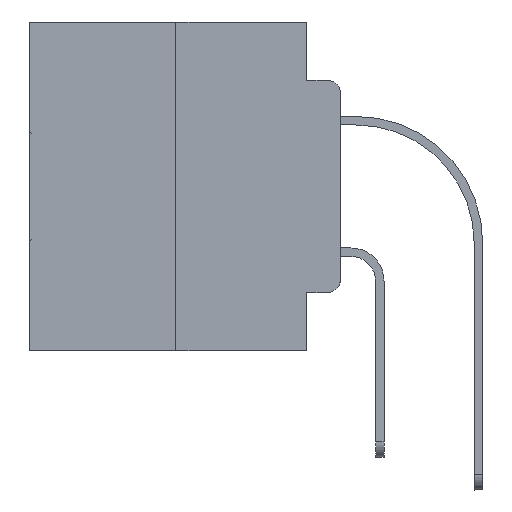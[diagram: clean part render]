
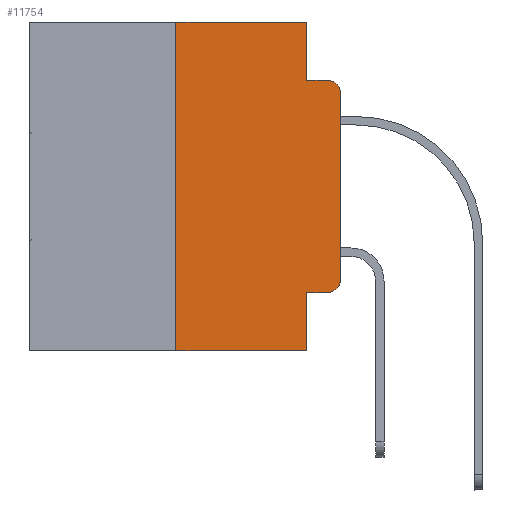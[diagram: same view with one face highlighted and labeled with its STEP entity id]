
A CAD part, left-side view. The second image highlights one B-rep face of the part: STEP entity #11754.
In plain terms, the highlighted planar face has unit normal (-1, 0, 0).
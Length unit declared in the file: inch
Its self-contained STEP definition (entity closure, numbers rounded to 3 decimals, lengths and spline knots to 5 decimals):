
#505 = CARTESIAN_POINT ( 'NONE',  ( 0., 0.02, -0.4115 ) ) ;
#613 = VECTOR ( 'NONE', #27683, 39.37008 ) ;
#833 = VERTEX_POINT ( 'NONE', #16080 ) ;
#890 = EDGE_CURVE ( 'NONE', #1506, #11187, #11676, .T. ) ;
#923 = CARTESIAN_POINT ( 'NONE',  ( 0., 0.473, -0.5 ) ) ;
#1468 = CARTESIAN_POINT ( 'NONE',  ( 0., 0.02, -0.0885 ) ) ;
#1506 = VERTEX_POINT ( 'NONE', #505 ) ;
#1527 = VERTEX_POINT ( 'NONE', #13434 ) ;
#1557 = ORIENTED_EDGE ( 'NONE', *, *, #28695, .T. ) ;
#1632 = CARTESIAN_POINT ( 'NONE',  ( 0., 0., -0.1085 ) ) ;
#2499 = EDGE_CURVE ( 'NONE', #29426, #833, #10819, .T. ) ;
#2904 = DIRECTION ( 'NONE',  ( 0., 0., 1. ) ) ;
#3074 = DIRECTION ( 'NONE',  ( 0., -1., 0. ) ) ;
#3410 = CARTESIAN_POINT ( 'NONE',  ( 0., 0.051, -0.4115 ) ) ;
#4119 = ORIENTED_EDGE ( 'NONE', *, *, #20335, .T. ) ;
#4456 = DIRECTION ( 'NONE',  ( 0., -1., 0. ) ) ;
#5481 = ORIENTED_EDGE ( 'NONE', *, *, #29136, .F. ) ;
#7228 = CARTESIAN_POINT ( 'NONE',  ( 0., 0.25, 0. ) ) ;
#8529 = CARTESIAN_POINT ( 'NONE',  ( 0., 0.473, 0. ) ) ;
#8612 = EDGE_LOOP ( 'NONE', ( #1557, #31867, #28060, #19237, #5481, #13834, #28196, #16574, #4119, #23561 ) ) ;
#8990 = AXIS2_PLACEMENT_3D ( 'NONE', #14219, #9647, #11682 ) ;
#9647 = DIRECTION ( 'NONE',  ( -1., 0., 0. ) ) ;
#10150 = CARTESIAN_POINT ( 'NONE',  ( 0., 0.051, -0.0885 ) ) ;
#10376 = VECTOR ( 'NONE', #2904, 39.37008 ) ;
#10819 = LINE ( 'NONE', #923, #16625 ) ;
#10893 = FACE_OUTER_BOUND ( 'NONE', #8612, .T. ) ;
#11187 = VERTEX_POINT ( 'NONE', #13462 ) ;
#11529 = AXIS2_PLACEMENT_3D ( 'NONE', #8529, #21634, #16606 ) ;
#11676 = CIRCLE ( 'NONE', #8990, 0.02 ) ;
#11682 = DIRECTION ( 'NONE',  ( 0., 0., -1. ) ) ;
#11754 = ADVANCED_FACE ( 'NONE', ( #10893 ), #16451, .F. ) ;
#12064 = AXIS2_PLACEMENT_3D ( 'NONE', #28357, #26012, #31213 ) ;
#12359 = VECTOR ( 'NONE', #19339, 39.37008 ) ;
#13434 = CARTESIAN_POINT ( 'NONE',  ( 0., 0.051, -0.0885 ) ) ;
#13462 = CARTESIAN_POINT ( 'NONE',  ( 0., 0., -0.3915 ) ) ;
#13834 = ORIENTED_EDGE ( 'NONE', *, *, #27198, .F. ) ;
#13994 = CARTESIAN_POINT ( 'NONE',  ( 0., 0.25, 0. ) ) ;
#14095 = VECTOR ( 'NONE', #30221, 39.37008 ) ;
#14219 = CARTESIAN_POINT ( 'NONE',  ( 0., 0.02, -0.3915 ) ) ;
#14296 = EDGE_CURVE ( 'NONE', #22185, #833, #19655, .T. ) ;
#15185 = CARTESIAN_POINT ( 'NONE',  ( 0., 0., 0. ) ) ;
#16080 = CARTESIAN_POINT ( 'NONE',  ( 0., 0.051, -0.5 ) ) ;
#16451 = PLANE ( 'NONE',  #11529 ) ;
#16574 = ORIENTED_EDGE ( 'NONE', *, *, #14296, .F. ) ;
#16606 = DIRECTION ( 'NONE',  ( 0., 0., -1. ) ) ;
#16625 = VECTOR ( 'NONE', #23727, 39.37008 ) ;
#17122 = CARTESIAN_POINT ( 'NONE',  ( 0., 0.051, 0. ) ) ;
#18252 = VERTEX_POINT ( 'NONE', #1632 ) ;
#19237 = ORIENTED_EDGE ( 'NONE', *, *, #22702, .F. ) ;
#19339 = DIRECTION ( 'NONE',  ( 0., 0., -1. ) ) ;
#19454 = EDGE_CURVE ( 'NONE', #18252, #23159, #26515, .T. ) ;
#19655 = LINE ( 'NONE', #29866, #12359 ) ;
#20006 = LINE ( 'NONE', #22674, #14095 ) ;
#20335 = EDGE_CURVE ( 'NONE', #22185, #1506, #31745, .T. ) ;
#21634 = DIRECTION ( 'NONE',  ( 1., 0., 0. ) ) ;
#21877 = CARTESIAN_POINT ( 'NONE',  ( 0., 0.051, -0.4115 ) ) ;
#22185 = VERTEX_POINT ( 'NONE', #21877 ) ;
#22674 = CARTESIAN_POINT ( 'NONE',  ( 0., 0.473, 0. ) ) ;
#22702 = EDGE_CURVE ( 'NONE', #31255, #1527, #27652, .T. ) ;
#22924 = VECTOR ( 'NONE', #27311, 39.37008 ) ;
#23159 = VERTEX_POINT ( 'NONE', #1468 ) ;
#23561 = ORIENTED_EDGE ( 'NONE', *, *, #890, .T. ) ;
#23727 = DIRECTION ( 'NONE',  ( 0., -1., 0. ) ) ;
#24337 = VECTOR ( 'NONE', #3074, 39.37008 ) ;
#24406 = LINE ( 'NONE', #7228, #613 ) ;
#25250 = LINE ( 'NONE', #10150, #31933 ) ;
#25604 = CARTESIAN_POINT ( 'NONE',  ( 0., 0.051, 0. ) ) ;
#26012 = DIRECTION ( 'NONE',  ( -1., 0., 0. ) ) ;
#26515 = CIRCLE ( 'NONE', #12064, 0.02 ) ;
#27198 = EDGE_CURVE ( 'NONE', #29426, #28811, #24406, .T. ) ;
#27311 = DIRECTION ( 'NONE',  ( 0., 0., -1. ) ) ;
#27652 = LINE ( 'NONE', #17122, #22924 ) ;
#27683 = DIRECTION ( 'NONE',  ( 0., 0., 1. ) ) ;
#28057 = LINE ( 'NONE', #15185, #10376 ) ;
#28060 = ORIENTED_EDGE ( 'NONE', *, *, #32926, .F. ) ;
#28196 = ORIENTED_EDGE ( 'NONE', *, *, #2499, .T. ) ;
#28357 = CARTESIAN_POINT ( 'NONE',  ( 0., 0.02, -0.1085 ) ) ;
#28695 = EDGE_CURVE ( 'NONE', #11187, #18252, #28057, .T. ) ;
#28811 = VERTEX_POINT ( 'NONE', #13994 ) ;
#29136 = EDGE_CURVE ( 'NONE', #28811, #31255, #20006, .T. ) ;
#29426 = VERTEX_POINT ( 'NONE', #30457 ) ;
#29866 = CARTESIAN_POINT ( 'NONE',  ( 0., 0.051, 0. ) ) ;
#30221 = DIRECTION ( 'NONE',  ( 0., -1., 0. ) ) ;
#30457 = CARTESIAN_POINT ( 'NONE',  ( 0., 0.25, -0.5 ) ) ;
#31213 = DIRECTION ( 'NONE',  ( 0., 0., -1. ) ) ;
#31255 = VERTEX_POINT ( 'NONE', #25604 ) ;
#31745 = LINE ( 'NONE', #3410, #24337 ) ;
#31867 = ORIENTED_EDGE ( 'NONE', *, *, #19454, .T. ) ;
#31933 = VECTOR ( 'NONE', #4456, 39.37008 ) ;
#32926 = EDGE_CURVE ( 'NONE', #1527, #23159, #25250, .T. ) ;
